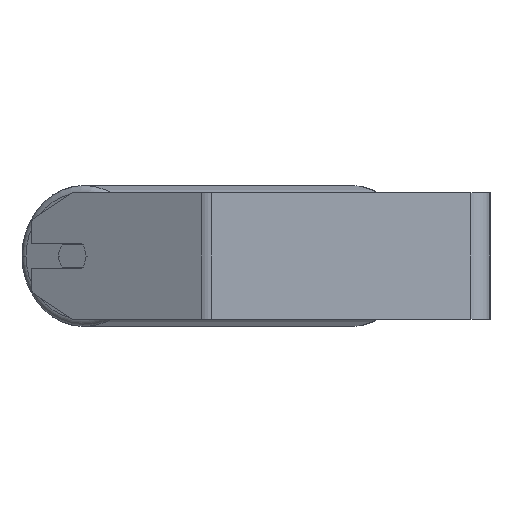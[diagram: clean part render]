
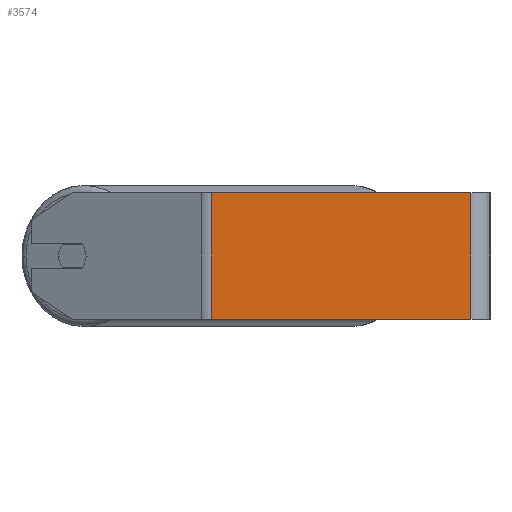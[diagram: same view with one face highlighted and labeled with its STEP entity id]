
A CAD part, left-side view. The second image highlights one B-rep face of the part: STEP entity #3574.
In plain terms, the highlighted planar face has unit normal (-1, 0, 0).
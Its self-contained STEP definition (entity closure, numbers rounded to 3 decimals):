
#278 = VECTOR ( 'NONE', #2620, 1000. ) ;
#471 = CARTESIAN_POINT ( 'NONE',  ( -380., 12., -40. ) ) ;
#780 = LINE ( 'NONE', #7021, #5934 ) ;
#960 = VERTEX_POINT ( 'NONE', #471 ) ;
#1257 = VERTEX_POINT ( 'NONE', #3944 ) ;
#1293 = LINE ( 'NONE', #5933, #4424 ) ;
#1500 = LINE ( 'NONE', #6606, #278 ) ;
#1503 = EDGE_LOOP ( 'NONE', ( #5412, #5152, #5572, #6794 ) ) ;
#2148 = EDGE_CURVE ( 'NONE', #6102, #1257, #780, .T. ) ;
#2220 = DIRECTION ( 'NONE',  ( 0., 0., -1. ) ) ;
#2412 = DIRECTION ( 'NONE',  ( 0., 0., -1. ) ) ;
#2413 = VERTEX_POINT ( 'NONE', #5735 ) ;
#2603 = CARTESIAN_POINT ( 'NONE',  ( -380., 175.789, 40. ) ) ;
#2620 = DIRECTION ( 'NONE',  ( 0., -1., 0. ) ) ;
#2791 = CARTESIAN_POINT ( 'NONE',  ( -380., 179.004, 40. ) ) ;
#3574 = ADVANCED_FACE ( 'NONE', ( #6687 ), #3875, .F. ) ;
#3628 = DIRECTION ( 'NONE',  ( 0., 0., -1. ) ) ;
#3854 = EDGE_CURVE ( 'NONE', #1257, #960, #1500, .T. ) ;
#3875 = PLANE ( 'NONE',  #5956 ) ;
#3944 = CARTESIAN_POINT ( 'NONE',  ( -380., 175.789, -40. ) ) ;
#4342 = LINE ( 'NONE', #2791, #6074 ) ;
#4424 = VECTOR ( 'NONE', #3628, 1000. ) ;
#4972 = DIRECTION ( 'NONE',  ( 0., -1., 0. ) ) ;
#5115 = EDGE_CURVE ( 'NONE', #6102, #2413, #4342, .T. ) ;
#5152 = ORIENTED_EDGE ( 'NONE', *, *, #6452, .F. ) ;
#5412 = ORIENTED_EDGE ( 'NONE', *, *, #3854, .T. ) ;
#5572 = ORIENTED_EDGE ( 'NONE', *, *, #5115, .F. ) ;
#5735 = CARTESIAN_POINT ( 'NONE',  ( -380., 12., 40. ) ) ;
#5933 = CARTESIAN_POINT ( 'NONE',  ( -380., 12., 40. ) ) ;
#5934 = VECTOR ( 'NONE', #2412, 1000. ) ;
#5956 = AXIS2_PLACEMENT_3D ( 'NONE', #7277, #6145, #2220 ) ;
#6074 = VECTOR ( 'NONE', #4972, 1000. ) ;
#6102 = VERTEX_POINT ( 'NONE', #2603 ) ;
#6145 = DIRECTION ( 'NONE',  ( 1., 0., 0. ) ) ;
#6452 = EDGE_CURVE ( 'NONE', #2413, #960, #1293, .T. ) ;
#6606 = CARTESIAN_POINT ( 'NONE',  ( -380., 179.004, -40. ) ) ;
#6687 = FACE_OUTER_BOUND ( 'NONE', #1503, .T. ) ;
#6794 = ORIENTED_EDGE ( 'NONE', *, *, #2148, .T. ) ;
#7021 = CARTESIAN_POINT ( 'NONE',  ( -380., 175.789, 40. ) ) ;
#7277 = CARTESIAN_POINT ( 'NONE',  ( -380., 179.004, 40. ) ) ;
